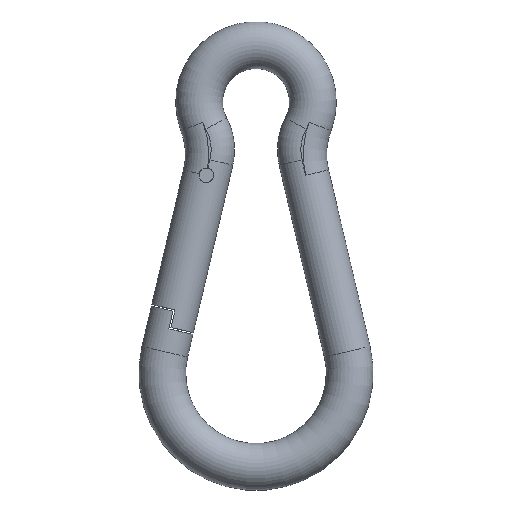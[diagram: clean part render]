
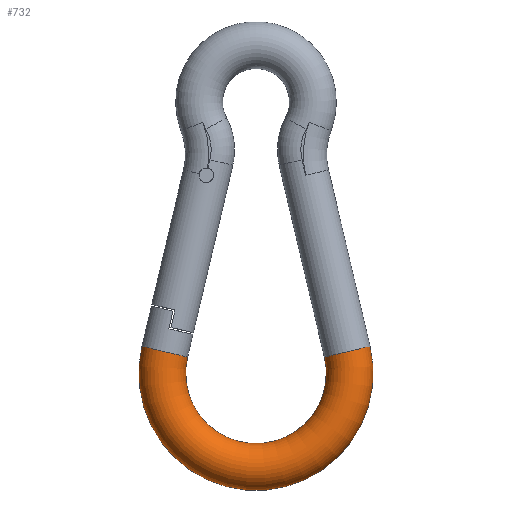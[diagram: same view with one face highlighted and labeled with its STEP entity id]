
A CAD part, left-side view. The second image highlights one B-rep face of the part: STEP entity #732.
In plain terms, the highlighted toroidal (fillet/blend) face has major radius 14 mm and minor radius 3.5 mm.
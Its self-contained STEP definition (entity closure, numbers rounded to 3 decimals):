
#18=TOROIDAL_SURFACE($,#828,14.,3.5);
#83=FACE_OUTER_BOUND($,#132,.T.);
#132=EDGE_LOOP($,(#607,#608,#609,#610));
#256=CIRCLE($,#798,10.5);
#272=CIRCLE($,#824,3.5);
#275=CIRCLE($,#829,3.5);
#276=CIRCLE($,#830,17.5);
#309=VERTEX_POINT($,#1168);
#332=VERTEX_POINT($,#1587);
#333=VERTEX_POINT($,#1588);
#345=VERTEX_POINT($,#1635);
#413=EDGE_CURVE($,#332,#333,#256,.T.);
#438=EDGE_CURVE($,#332,#345,#272,.T.);
#442=EDGE_CURVE($,#333,#309,#275,.T.);
#443=EDGE_CURVE($,#309,#345,#276,.T.);
#607=ORIENTED_EDGE($,*,*,#442,.T.);
#608=ORIENTED_EDGE($,*,*,#443,.T.);
#609=ORIENTED_EDGE($,*,*,#438,.F.);
#610=ORIENTED_EDGE($,*,*,#413,.T.);
#732=ADVANCED_FACE($,(#83),#18,.T.);
#798=AXIS2_PLACEMENT_3D($,#1589,#980,#981);
#824=AXIS2_PLACEMENT_3D($,#1636,#1041,#1042);
#828=AXIS2_PLACEMENT_3D($,#1642,#1050,#1051);
#829=AXIS2_PLACEMENT_3D($,#1643,#1052,#1053);
#830=AXIS2_PLACEMENT_3D($,#1644,#1054,#1055);
#980=DIRECTION('center_axis',(1.,0.,0.));
#981=DIRECTION('ref_axis',(0.,0.,-1.));
#1041=DIRECTION('center_axis',(0.,0.229,0.973));
#1042=DIRECTION('ref_axis',(-1.,0.,0.));
#1050=DIRECTION('center_axis',(1.,0.,0.));
#1051=DIRECTION('ref_axis',(0.,0.,-1.));
#1052=DIRECTION('center_axis',(0.,0.229,-0.973));
#1053=DIRECTION('ref_axis',(-1.,0.,0.));
#1054=DIRECTION('center_axis',(-1.,0.,0.));
#1055=DIRECTION('ref_axis',(0.,0.,-1.));
#1168=CARTESIAN_POINT('',(7.35,27.881,-66.732));
#1587=CARTESIAN_POINT('',(7.35,0.627,-68.337));
#1588=CARTESIAN_POINT('',(7.35,21.067,-68.337));
#1589=CARTESIAN_POINT('Origin',(7.35,10.847,-70.745));
#1635=CARTESIAN_POINT('',(7.35,-6.186,-66.732));
#1636=CARTESIAN_POINT('Origin',(7.35,-2.78,-67.535));
#1642=CARTESIAN_POINT('Origin',(7.35,10.847,-70.745));
#1643=CARTESIAN_POINT('Origin',(7.35,24.474,-67.535));
#1644=CARTESIAN_POINT('Origin',(7.35,10.847,-70.745));
